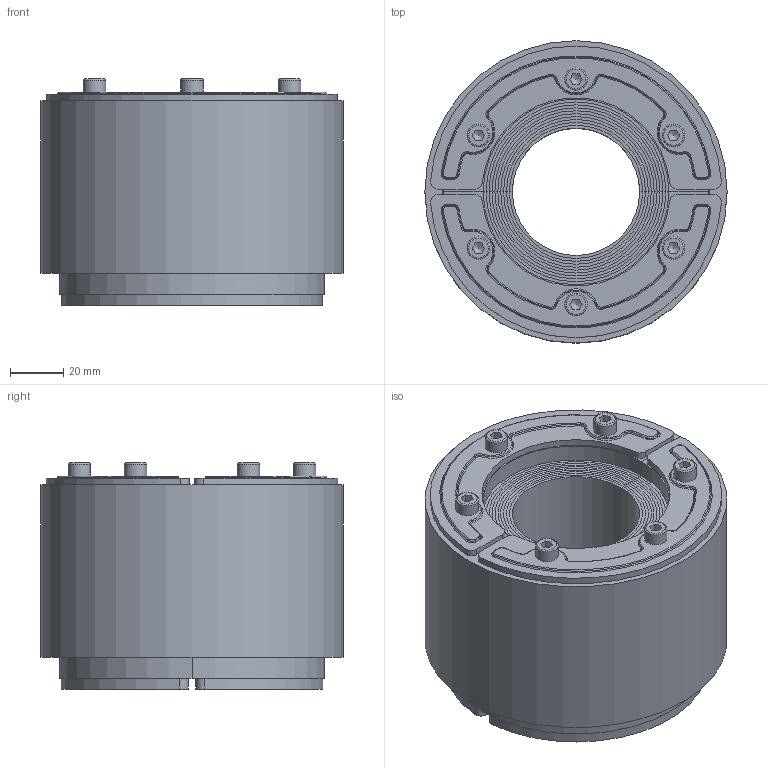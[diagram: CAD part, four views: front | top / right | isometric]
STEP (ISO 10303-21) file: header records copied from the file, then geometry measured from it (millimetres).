
FILE_DESCRIPTION((''),'2;1');
FILE_NAME('RS100WEX.stp','2014-03-15T22:04:08',('se-milkar'),(''),'Autodesk Inventor 2013','Autodesk Inventor 2013','');
FILE_SCHEMA(('AUTOMOTIVE_DESIGN { 1 2 10303 214 0 1 1 1 }'));
Length unit declared in the file: millimetre
Products named in the file (8): RS100WEX; SLRS100; RS100; RUBBER FRAME RS100 EX; 100-004887; REAR FITTING RS100 EX; FRONT FITTING RS100 EX; ISO 4762 M5 x 50
Assembly tree (16 placements, depth 3):
  RS100WEX
    SLRS100
    RS100
      RUBBER FRAME RS100 EX  x2
      100-004887  x2
      REAR FITTING RS100 EX  x2
      FRONT FITTING RS100 EX  x2
      ISO 4762 M5 x 50  x6
Bounding box: 114 x 114 x 85.3 mm (x, y, z)
Volume: 585405.9 mm3; surface area: 364345.5 mm2
Topology: 33 solids, 33 shells, 366 faces, 813 edges, 521 vertices
Faces by surface type: plane 162, cylinder 108, torus 84, cone 12
Full cylindrical faces by diameter (mm): 4.334 x6, 5 x18, 8.5 x6, 101 x1, 114 x1
Entity records: 4746 total; most frequent: DIRECTION 870, CARTESIAN_POINT 739, ORIENTED_EDGE 654, AXIS2_PLACEMENT_3D 370, EDGE_CURVE 327, VERTEX_POINT 221, EDGE_LOOP 194, CIRCLE 191
